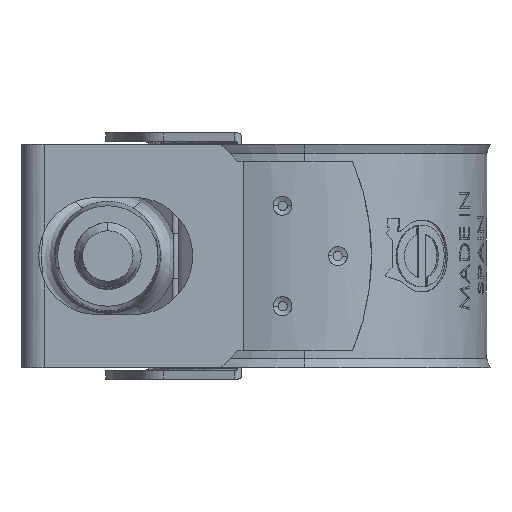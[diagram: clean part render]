
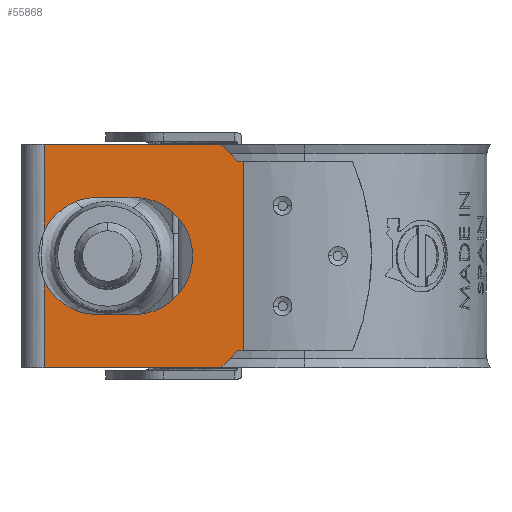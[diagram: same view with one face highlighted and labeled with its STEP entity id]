
A CAD part, left-side view. The second image highlights one B-rep face of the part: STEP entity #55868.
In plain terms, the highlighted planar face has unit normal (-1, 0, 0).
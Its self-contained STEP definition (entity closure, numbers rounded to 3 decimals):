
#4024 = AXIS2_PLACEMENT_3D ( 'NONE', #34900, #34901, #34902 ) ;
#4025 = AXIS2_PLACEMENT_3D ( 'NONE', #34906, #34907, #34908 ) ;
#4026 = AXIS2_PLACEMENT_3D ( 'NONE', #34912, #34913, #34914 ) ;
#6397 = LINE ( 'NONE', #34792, #6405 ) ;
#6405 = VECTOR ( 'NONE', #34772, 1000. ) ;
#6407 = CIRCLE ( 'NONE', #4025, 5.25 ) ;
#6410 = LINE ( 'NONE', #34899, #6413 ) ;
#6411 = CIRCLE ( 'NONE', #4024, 5.25 ) ;
#6412 = LINE ( 'NONE', #34905, #6416 ) ;
#6413 = VECTOR ( 'NONE', #34878, 1000. ) ;
#6414 = CIRCLE ( 'NONE', #4026, 5.25 ) ;
#6415 = LINE ( 'NONE', #34911, #6421 ) ;
#6416 = VECTOR ( 'NONE', #34903, 1000. ) ;
#6417 = LINE ( 'NONE', #34909, #6419 ) ;
#6418 = LINE ( 'NONE', #34910, #6433 ) ;
#6419 = VECTOR ( 'NONE', #34904, 1000. ) ;
#6420 = LINE ( 'NONE', #34917, #6423 ) ;
#6421 = VECTOR ( 'NONE', #34916, 1000. ) ;
#6422 = LINE ( 'NONE', #34919, #6425 ) ;
#6423 = VECTOR ( 'NONE', #34918, 1000. ) ;
#6424 = LINE ( 'NONE', #34921, #6427 ) ;
#6425 = VECTOR ( 'NONE', #34920, 1000. ) ;
#6426 = LINE ( 'NONE', #34923, #6429 ) ;
#6427 = VECTOR ( 'NONE', #34922, 1000. ) ;
#6428 = LINE ( 'NONE', #34925, #6431 ) ;
#6429 = VECTOR ( 'NONE', #34924, 1000. ) ;
#6431 = VECTOR ( 'NONE', #34927, 1000. ) ;
#6433 = VECTOR ( 'NONE', #34928, 1000. ) ;
#18641 = PLANE ( 'NONE',  #19338 ) ;
#18643 = CARTESIAN_POINT ( 'NONE',  ( -16.5, 23.354, -20. ) ) ;
#18648 = DIRECTION ( 'NONE',  ( -1., 0., 0. ) ) ;
#18649 = DIRECTION ( 'NONE',  ( 0., 0., 1. ) ) ;
#19244 = EDGE_LOOP ( 'NONE', ( #49729, #30995, #49693, #49682, #49678, #49680, #49673, #49676, #49671, #49702, #49704, #49710, #49706, #49708 ) ) ;
#19338 = AXIS2_PLACEMENT_3D ( 'NONE', #18643, #18648, #18649 ) ;
#21537 = VERTEX_POINT ( 'NONE', #27399 ) ;
#21539 = VERTEX_POINT ( 'NONE', #27402 ) ;
#21540 = VERTEX_POINT ( 'NONE', #27404 ) ;
#21541 = VERTEX_POINT ( 'NONE', #27406 ) ;
#21542 = VERTEX_POINT ( 'NONE', #27407 ) ;
#21545 = VERTEX_POINT ( 'NONE', #27412 ) ;
#21546 = VERTEX_POINT ( 'NONE', #27414 ) ;
#21547 = VERTEX_POINT ( 'NONE', #27415 ) ;
#21549 = VERTEX_POINT ( 'NONE', #27418 ) ;
#21551 = VERTEX_POINT ( 'NONE', #27422 ) ;
#21552 = VERTEX_POINT ( 'NONE', #27423 ) ;
#21553 = VERTEX_POINT ( 'NONE', #27424 ) ;
#21554 = VERTEX_POINT ( 'NONE', #27426 ) ;
#21559 = VERTEX_POINT ( 'NONE', #27434 ) ;
#27399 = CARTESIAN_POINT ( 'NONE',  ( -16.5, 7.524, 0. ) ) ;
#27402 = CARTESIAN_POINT ( 'NONE',  ( -16.5, 6.024, -18.5 ) ) ;
#27404 = CARTESIAN_POINT ( 'NONE',  ( -16.5, 7.524, -20. ) ) ;
#27406 = CARTESIAN_POINT ( 'NONE',  ( -16.5, 23.354, 0. ) ) ;
#27407 = CARTESIAN_POINT ( 'NONE',  ( -16.5, 6.024, -1.5 ) ) ;
#27412 = CARTESIAN_POINT ( 'NONE',  ( -16.5, 23.354, -20. ) ) ;
#27414 = CARTESIAN_POINT ( 'NONE',  ( -16.5, 15.304, -15.25 ) ) ;
#27415 = CARTESIAN_POINT ( 'NONE',  ( -16.5, 18.604, -4.75 ) ) ;
#27418 = CARTESIAN_POINT ( 'NONE',  ( -16.5, 15.304, -4.75 ) ) ;
#27422 = CARTESIAN_POINT ( 'NONE',  ( -16.5, 23.354, -12.236 ) ) ;
#27423 = CARTESIAN_POINT ( 'NONE',  ( -16.5, 5.524, -1.5 ) ) ;
#27424 = CARTESIAN_POINT ( 'NONE',  ( -16.5, 5.524, -18.5 ) ) ;
#27426 = CARTESIAN_POINT ( 'NONE',  ( -16.5, 23.354, -7.764 ) ) ;
#27434 = CARTESIAN_POINT ( 'NONE',  ( -16.5, 18.604, -15.25 ) ) ;
#30995 = ORIENTED_EDGE ( 'NONE', *, *, #51353, .F. ) ;
#34772 = DIRECTION ( 'NONE',  ( 0., 0., 1. ) ) ;
#34792 = CARTESIAN_POINT ( 'NONE',  ( -16.5, 5.524, -20. ) ) ;
#34878 = DIRECTION ( 'NONE',  ( 0., 1., 0. ) ) ;
#34899 = CARTESIAN_POINT ( 'NONE',  ( -16.5, 15.304, -4.75 ) ) ;
#34900 = CARTESIAN_POINT ( 'NONE',  ( -16.5, 18.604, -10. ) ) ;
#34901 = DIRECTION ( 'NONE',  ( -1., 0., 0. ) ) ;
#34902 = DIRECTION ( 'NONE',  ( 0., 0., 1. ) ) ;
#34903 = DIRECTION ( 'NONE',  ( 0., -1., 0. ) ) ;
#34904 = DIRECTION ( 'NONE',  ( 0., 0., 1. ) ) ;
#34905 = CARTESIAN_POINT ( 'NONE',  ( -16.5, 15.304, -15.25 ) ) ;
#34906 = CARTESIAN_POINT ( 'NONE',  ( -16.5, 15.304, -10. ) ) ;
#34907 = DIRECTION ( 'NONE',  ( -1., 0., 0. ) ) ;
#34908 = DIRECTION ( 'NONE',  ( 0., 0., 1. ) ) ;
#34909 = CARTESIAN_POINT ( 'NONE',  ( -16.5, 23.354, -20. ) ) ;
#34910 = CARTESIAN_POINT ( 'NONE',  ( -16.5, 23.354, -20. ) ) ;
#34911 = CARTESIAN_POINT ( 'NONE',  ( -16.5, 23.354, -20. ) ) ;
#34912 = CARTESIAN_POINT ( 'NONE',  ( -16.5, 18.604, -10. ) ) ;
#34913 = DIRECTION ( 'NONE',  ( -1., 0., 0. ) ) ;
#34914 = DIRECTION ( 'NONE',  ( 0., 0., 1. ) ) ;
#34916 = DIRECTION ( 'NONE',  ( 0., -1., 0. ) ) ;
#34917 = CARTESIAN_POINT ( 'NONE',  ( -16.5, 7.759, -20.235 ) ) ;
#34918 = DIRECTION ( 'NONE',  ( 0., -0.707, 0.707 ) ) ;
#34919 = CARTESIAN_POINT ( 'NONE',  ( -16.5, 6.494, -18.5 ) ) ;
#34920 = DIRECTION ( 'NONE',  ( 0., -1., 0. ) ) ;
#34921 = CARTESIAN_POINT ( 'NONE',  ( -16.5, 6.494, -1.5 ) ) ;
#34922 = DIRECTION ( 'NONE',  ( 0., 1., 0. ) ) ;
#34923 = CARTESIAN_POINT ( 'NONE',  ( -16.5, 7.759, 0.235 ) ) ;
#34924 = DIRECTION ( 'NONE',  ( 0., 0.707, 0.707 ) ) ;
#34925 = CARTESIAN_POINT ( 'NONE',  ( -16.5, 23.354, 0. ) ) ;
#34927 = DIRECTION ( 'NONE',  ( 0., -1., 0. ) ) ;
#34928 = DIRECTION ( 'NONE',  ( 0., 0., 1. ) ) ;
#49671 = ORIENTED_EDGE ( 'NONE', *, *, #51360, .T. ) ;
#49673 = ORIENTED_EDGE ( 'NONE', *, *, #51358, .T. ) ;
#49676 = ORIENTED_EDGE ( 'NONE', *, *, #51359, .T. ) ;
#49678 = ORIENTED_EDGE ( 'NONE', *, *, #51356, .F. ) ;
#49680 = ORIENTED_EDGE ( 'NONE', *, *, #51357, .F. ) ;
#49682 = ORIENTED_EDGE ( 'NONE', *, *, #51355, .F. ) ;
#49693 = ORIENTED_EDGE ( 'NONE', *, *, #51354, .F. ) ;
#49702 = ORIENTED_EDGE ( 'NONE', *, *, #51339, .T. ) ;
#49704 = ORIENTED_EDGE ( 'NONE', *, *, #51361, .T. ) ;
#49706 = ORIENTED_EDGE ( 'NONE', *, *, #51363, .F. ) ;
#49708 = ORIENTED_EDGE ( 'NONE', *, *, #51364, .F. ) ;
#49710 = ORIENTED_EDGE ( 'NONE', *, *, #51362, .T. ) ;
#49729 = ORIENTED_EDGE ( 'NONE', *, *, #51352, .F. ) ;
#51339 = EDGE_CURVE ( 'NONE', #21553, #21552, #6397, .T. ) ;
#51352 = EDGE_CURVE ( 'NONE', #21547, #21554, #6411, .T. ) ;
#51353 = EDGE_CURVE ( 'NONE', #21549, #21547, #6410, .T. ) ;
#51354 = EDGE_CURVE ( 'NONE', #21546, #21549, #6407, .T. ) ;
#51355 = EDGE_CURVE ( 'NONE', #21559, #21546, #6412, .T. ) ;
#51356 = EDGE_CURVE ( 'NONE', #21551, #21559, #6414, .T. ) ;
#51357 = EDGE_CURVE ( 'NONE', #21545, #21551, #6417, .T. ) ;
#51358 = EDGE_CURVE ( 'NONE', #21545, #21540, #6415, .T. ) ;
#51359 = EDGE_CURVE ( 'NONE', #21540, #21539, #6420, .T. ) ;
#51360 = EDGE_CURVE ( 'NONE', #21539, #21553, #6422, .T. ) ;
#51361 = EDGE_CURVE ( 'NONE', #21552, #21542, #6424, .T. ) ;
#51362 = EDGE_CURVE ( 'NONE', #21542, #21537, #6426, .T. ) ;
#51363 = EDGE_CURVE ( 'NONE', #21541, #21537, #6428, .T. ) ;
#51364 = EDGE_CURVE ( 'NONE', #21554, #21541, #6418, .T. ) ;
#55868 = ADVANCED_FACE ( 'NONE', ( #60125 ), #18641, .T. ) ;
#60125 = FACE_OUTER_BOUND ( 'NONE', #19244, .T. ) ;
